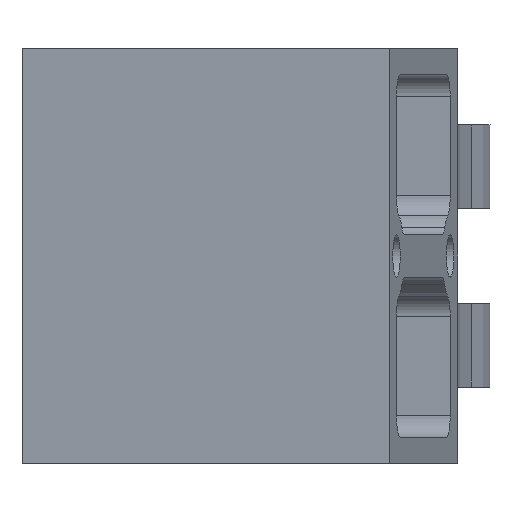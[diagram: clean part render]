
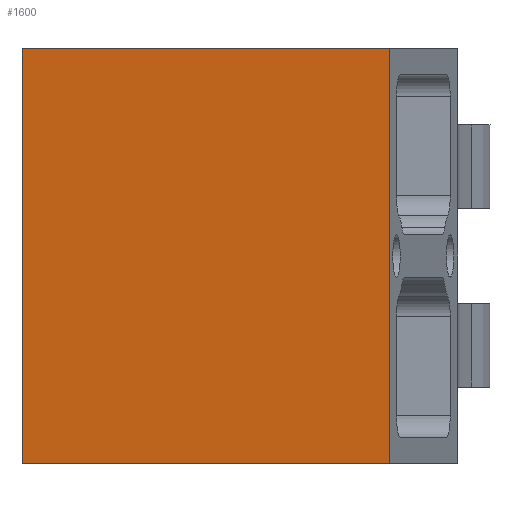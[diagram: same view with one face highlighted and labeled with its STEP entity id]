
A CAD part, left-side view. The second image highlights one B-rep face of the part: STEP entity #1600.
In plain terms, the highlighted planar face has unit normal (-0.985, 0.174, 0).
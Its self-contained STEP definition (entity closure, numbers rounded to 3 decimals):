
#126=FACE_OUTER_BOUND('',#226,.T.);
#226=EDGE_LOOP('',(#1321,#1322,#1323,#1324));
#298=LINE('',#2406,#440);
#317=LINE('',#2459,#459);
#336=LINE('',#2536,#478);
#359=LINE('',#2595,#501);
#440=VECTOR('',#1900,10.);
#459=VECTOR('',#1953,10.);
#478=VECTOR('',#2016,10.);
#501=VECTOR('',#2073,10.);
#683=VERTEX_POINT('',#2399);
#686=VERTEX_POINT('',#2404);
#703=VERTEX_POINT('',#2458);
#738=VERTEX_POINT('',#2532);
#842=EDGE_CURVE('',#686,#683,#298,.T.);
#869=EDGE_CURVE('',#703,#683,#317,.T.);
#908=EDGE_CURVE('',#703,#738,#336,.T.);
#939=EDGE_CURVE('',#686,#738,#359,.T.);
#1321=ORIENTED_EDGE('',*,*,#842,.F.);
#1322=ORIENTED_EDGE('',*,*,#939,.T.);
#1323=ORIENTED_EDGE('',*,*,#908,.F.);
#1324=ORIENTED_EDGE('',*,*,#869,.T.);
#1542=PLANE('',#1782);
#1600=ADVANCED_FACE('',(#126),#1542,.T.);
#1782=AXIS2_PLACEMENT_3D('',#2785,#2181,#2182);
#1900=DIRECTION('',(-0.174,-0.985,0.));
#1953=DIRECTION('',(0.,0.,1.));
#2016=DIRECTION('',(0.174,0.985,0.));
#2073=DIRECTION('',(0.,0.,-1.));
#2181=DIRECTION('center_axis',(-0.985,0.174,0.));
#2182=DIRECTION('ref_axis',(-0.174,-0.985,0.));
#2399=CARTESIAN_POINT('',(181.299,339.49,-182.87));
#2404=CARTESIAN_POINT('',(187.377,373.958,-182.87));
#2406=CARTESIAN_POINT('',(181.299,339.49,-182.87));
#2458=CARTESIAN_POINT('',(181.299,339.49,-221.87));
#2459=CARTESIAN_POINT('',(181.299,339.49,-191.87));
#2532=CARTESIAN_POINT('',(187.377,373.958,-221.87));
#2536=CARTESIAN_POINT('',(181.299,339.49,-221.87));
#2595=CARTESIAN_POINT('',(187.377,373.958,-191.87));
#2785=CARTESIAN_POINT('Origin',(181.299,339.49,-181.37));
